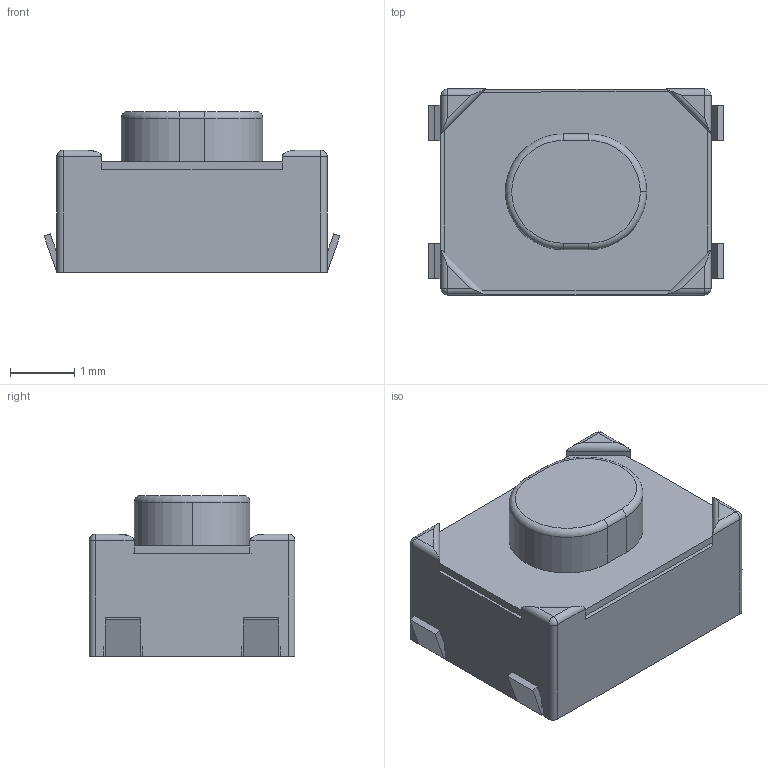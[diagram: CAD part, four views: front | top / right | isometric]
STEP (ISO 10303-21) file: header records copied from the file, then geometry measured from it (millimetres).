
FILE_DESCRIPTION (( 'STEP AP214' ), '1' );
FILE_NAME ('SW-SMD_4P-L4.2-W3.2-P2.15-LS4.6-2.step', '2022-07-26T14:36:03', ( '' ), ( '' ), 'SwSTEP 2.0', 'SolidWorks 2020', '' );
FILE_SCHEMA (( 'AUTOMOTIVE_DESIGN' ));
Length unit declared in the file: millimetre
Products named in the file (1): SW-SMD_4P-L4.2-W3.2-P2.15-LS4.6-2
Bounding box: 4.6 x 3.2 x 2.5 mm (x, y, z)
Volume: 25.7 mm3; surface area: 65.7 mm2
Topology: 14 solids, 14 shells, 400 faces, 1084 edges, 712 vertices
Faces by surface type: plane 258, bspline 114, cylinder 21, sphere 4, torus 3
Entity records: 17792 total; most frequent: CARTESIAN_POINT 4579, ORIENTED_EDGE 2160, DIRECTION 1445, EDGE_CURVE 1080, VECTOR 809, LINE 809, VERTEX_POINT 712, EDGE_LOOP 424
